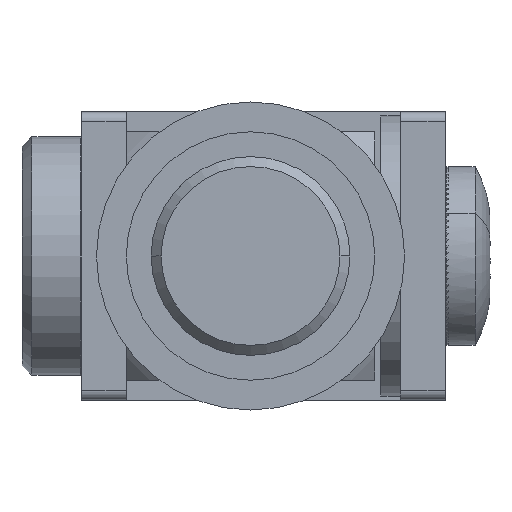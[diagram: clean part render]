
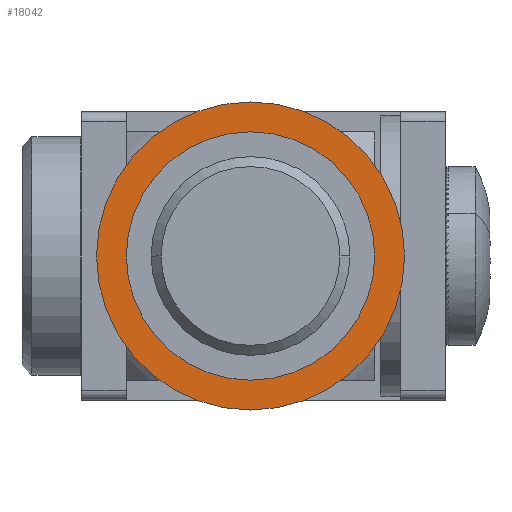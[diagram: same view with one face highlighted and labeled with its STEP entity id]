
A CAD part, left-side view. The second image highlights one B-rep face of the part: STEP entity #18042.
In plain terms, the highlighted face is planar.
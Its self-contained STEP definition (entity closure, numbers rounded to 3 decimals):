
#177 = EDGE_CURVE ( 'NONE', #2285, #17301, #17769, .T. ) ;
#227 = AXIS2_PLACEMENT_3D ( 'NONE', #6823, #1334, #18470 ) ;
#469 = EDGE_LOOP ( 'NONE', ( #13393, #5986 ) ) ;
#914 = AXIS2_PLACEMENT_3D ( 'NONE', #2532, #11065, #8026 ) ;
#1312 = CIRCLE ( 'NONE', #7960, 15.5 ) ;
#1334 = DIRECTION ( 'NONE',  ( 0., 1., 0. ) ) ;
#2152 = EDGE_CURVE ( 'NONE', #10139, #3481, #1312, .T. ) ;
#2285 = VERTEX_POINT ( 'NONE', #18040 ) ;
#2532 = CARTESIAN_POINT ( 'NONE',  ( 15.5, -6., 0. ) ) ;
#2990 = CARTESIAN_POINT ( 'NONE',  ( 0., -6., 0. ) ) ;
#3481 = VERTEX_POINT ( 'NONE', #14791 ) ;
#3697 = AXIS2_PLACEMENT_3D ( 'NONE', #8027, #13804, #17794 ) ;
#3948 = ORIENTED_EDGE ( 'NONE', *, *, #8291, .F. ) ;
#4760 = CARTESIAN_POINT ( 'NONE',  ( 0., -6., 12.5 ) ) ;
#5547 = DIRECTION ( 'NONE',  ( 0., 1., 0. ) ) ;
#5986 = ORIENTED_EDGE ( 'NONE', *, *, #177, .T. ) ;
#6823 = CARTESIAN_POINT ( 'NONE',  ( 0., -6., 0. ) ) ;
#6945 = AXIS2_PLACEMENT_3D ( 'NONE', #8586, #5547, #11338 ) ;
#7960 = AXIS2_PLACEMENT_3D ( 'NONE', #2990, #11628, #16169 ) ;
#8026 = DIRECTION ( 'NONE',  ( 0., 0., 1. ) ) ;
#8027 = CARTESIAN_POINT ( 'NONE',  ( 0., -6., 0. ) ) ;
#8291 = EDGE_CURVE ( 'NONE', #3481, #10139, #10060, .T. ) ;
#8586 = CARTESIAN_POINT ( 'NONE',  ( 0., -6., 0. ) ) ;
#10060 = CIRCLE ( 'NONE', #3697, 15.5 ) ;
#10139 = VERTEX_POINT ( 'NONE', #12747 ) ;
#10591 = FACE_OUTER_BOUND ( 'NONE', #14712, .T. ) ;
#11065 = DIRECTION ( 'NONE',  ( 0., 1., 0. ) ) ;
#11196 = CIRCLE ( 'NONE', #6945, 12.5 ) ;
#11338 = DIRECTION ( 'NONE',  ( 0., 0., 1. ) ) ;
#11628 = DIRECTION ( 'NONE',  ( 0., 1., 0. ) ) ;
#12747 = CARTESIAN_POINT ( 'NONE',  ( 0., -6., 15.5 ) ) ;
#13393 = ORIENTED_EDGE ( 'NONE', *, *, #17105, .T. ) ;
#13561 = ORIENTED_EDGE ( 'NONE', *, *, #2152, .F. ) ;
#13804 = DIRECTION ( 'NONE',  ( 0., 1., 0. ) ) ;
#14712 = EDGE_LOOP ( 'NONE', ( #13561, #3948 ) ) ;
#14791 = CARTESIAN_POINT ( 'NONE',  ( 0., -6., -15.5 ) ) ;
#16169 = DIRECTION ( 'NONE',  ( 0., 0., 1. ) ) ;
#16649 = FACE_BOUND ( 'NONE', #469, .T. ) ;
#17105 = EDGE_CURVE ( 'NONE', #17301, #2285, #11196, .T. ) ;
#17301 = VERTEX_POINT ( 'NONE', #4760 ) ;
#17769 = CIRCLE ( 'NONE', #227, 12.5 ) ;
#17794 = DIRECTION ( 'NONE',  ( 0., 0., 1. ) ) ;
#18040 = CARTESIAN_POINT ( 'NONE',  ( 0., -6., -12.5 ) ) ;
#18042 = ADVANCED_FACE ( 'NONE', ( #10591, #16649 ), #18539, .F. ) ;
#18470 = DIRECTION ( 'NONE',  ( 0., 0., 1. ) ) ;
#18539 = PLANE ( 'NONE',  #914 ) ;
